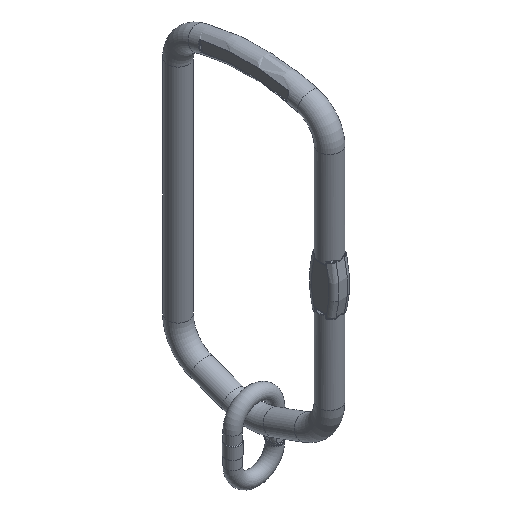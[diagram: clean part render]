
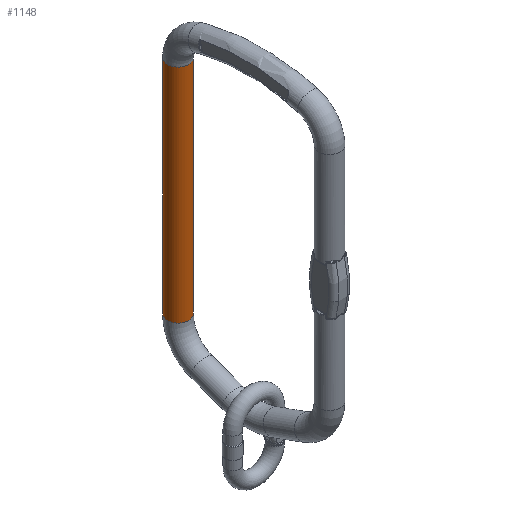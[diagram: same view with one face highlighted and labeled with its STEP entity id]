
A CAD part, isometric view. The second image highlights one B-rep face of the part: STEP entity #1148.
In plain terms, the highlighted cylindrical face has radius 13 mm (diameter 26 mm), a full revolution.
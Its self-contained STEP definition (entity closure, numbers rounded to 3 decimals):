
#1148=ADVANCED_FACE('',(#1402,#1403),#1352,.T.);
#1352=CYLINDRICAL_SURFACE('',#4100,13.);
#1402=FACE_BOUND('',#1506,.T.);
#1403=FACE_BOUND('',#1507,.T.);
#1506=EDGE_LOOP('',(#2066));
#1507=EDGE_LOOP('',(#2067));
#2066=ORIENTED_EDGE('',*,*,#3476,.T.);
#2067=ORIENTED_EDGE('',*,*,#3477,.F.);
#3058=VERTEX_POINT('',#7330);
#3059=VERTEX_POINT('',#7332);
#3476=EDGE_CURVE('',#3058,#3058,#3905,.T.);
#3477=EDGE_CURVE('',#3059,#3059,#3906,.T.);
#3905=CIRCLE('',#4098,13.);
#3906=CIRCLE('',#4099,13.);
#4098=AXIS2_PLACEMENT_3D('',#7329,#4524,#4525);
#4099=AXIS2_PLACEMENT_3D('',#7331,#4526,#4527);
#4100=AXIS2_PLACEMENT_3D('',#7333,#4528,#4529);
#4524=DIRECTION('',(0.,0.,1.));
#4525=DIRECTION('',(0.,1.,0.));
#4526=DIRECTION('',(0.,0.,1.));
#4527=DIRECTION('',(0.,1.,0.));
#4528=DIRECTION('',(0.,0.,-1.));
#4529=DIRECTION('',(-1.,0.,0.));
#7329=CARTESIAN_POINT('',(0.,90.5,-124.637));
#7330=CARTESIAN_POINT('',(0.,103.5,-124.637));
#7331=CARTESIAN_POINT('',(0.,90.5,140.266));
#7332=CARTESIAN_POINT('',(0.,103.5,140.266));
#7333=CARTESIAN_POINT('',(0.,90.5,140.266));
